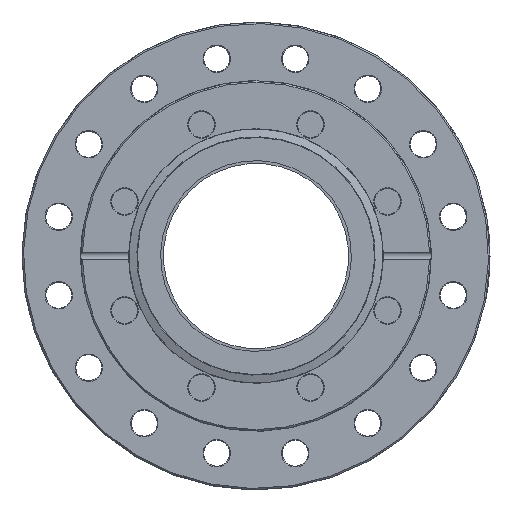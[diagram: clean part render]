
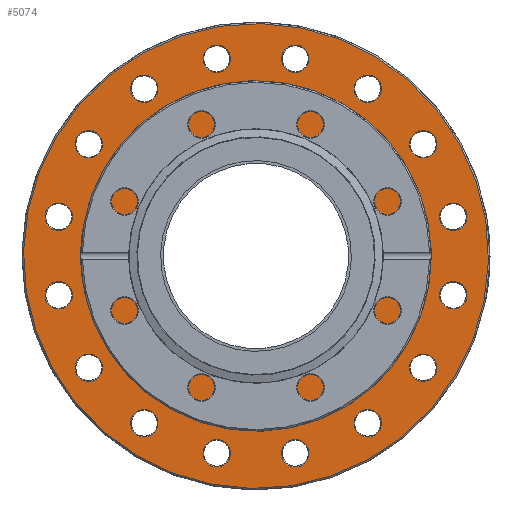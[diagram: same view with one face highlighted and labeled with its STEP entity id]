
A CAD part, front view. The second image highlights one B-rep face of the part: STEP entity #5074.
In plain terms, the highlighted planar face has unit normal (0, -1, 0).
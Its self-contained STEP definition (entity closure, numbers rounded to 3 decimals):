
#441=FACE_BOUND('',#948,.T.);
#442=FACE_BOUND('',#949,.T.);
#443=FACE_BOUND('',#950,.T.);
#444=FACE_BOUND('',#951,.T.);
#445=FACE_BOUND('',#952,.T.);
#446=FACE_BOUND('',#953,.T.);
#447=FACE_BOUND('',#954,.T.);
#448=FACE_BOUND('',#955,.T.);
#449=FACE_BOUND('',#956,.T.);
#450=FACE_BOUND('',#957,.T.);
#451=FACE_BOUND('',#958,.T.);
#452=FACE_BOUND('',#959,.T.);
#453=FACE_BOUND('',#960,.T.);
#454=FACE_BOUND('',#961,.T.);
#455=FACE_BOUND('',#962,.T.);
#456=FACE_BOUND('',#963,.T.);
#457=FACE_BOUND('',#964,.T.);
#514=PLANE('',#5482);
#649=FACE_OUTER_BOUND('',#947,.T.);
#947=EDGE_LOOP('',(#3438));
#948=EDGE_LOOP('',(#3439));
#949=EDGE_LOOP('',(#3440));
#950=EDGE_LOOP('',(#3441));
#951=EDGE_LOOP('',(#3442));
#952=EDGE_LOOP('',(#3443));
#953=EDGE_LOOP('',(#3444));
#954=EDGE_LOOP('',(#3445));
#955=EDGE_LOOP('',(#3446));
#956=EDGE_LOOP('',(#3447));
#957=EDGE_LOOP('',(#3448));
#958=EDGE_LOOP('',(#3449));
#959=EDGE_LOOP('',(#3450));
#960=EDGE_LOOP('',(#3451));
#961=EDGE_LOOP('',(#3452));
#962=EDGE_LOOP('',(#3453));
#963=EDGE_LOOP('',(#3454));
#964=EDGE_LOOP('',(#3455));
#1902=CIRCLE('',#5476,31.75);
#1906=CIRCLE('',#5481,75.3);
#1907=CIRCLE('',#5483,4.45);
#1908=CIRCLE('',#5484,4.45);
#1909=CIRCLE('',#5485,4.45);
#1910=CIRCLE('',#5486,4.45);
#1911=CIRCLE('',#5487,4.45);
#1912=CIRCLE('',#5488,4.45);
#1913=CIRCLE('',#5489,4.45);
#1914=CIRCLE('',#5490,4.45);
#1915=CIRCLE('',#5491,4.45);
#1916=CIRCLE('',#5492,4.45);
#1917=CIRCLE('',#5493,4.45);
#1918=CIRCLE('',#5494,4.45);
#1919=CIRCLE('',#5495,4.45);
#1920=CIRCLE('',#5496,4.45);
#1921=CIRCLE('',#5497,4.45);
#1922=CIRCLE('',#5498,4.45);
#2116=VERTEX_POINT('',#7020);
#2120=VERTEX_POINT('',#7030);
#2121=VERTEX_POINT('',#7034);
#2122=VERTEX_POINT('',#7036);
#2123=VERTEX_POINT('',#7038);
#2124=VERTEX_POINT('',#7040);
#2125=VERTEX_POINT('',#7042);
#2126=VERTEX_POINT('',#7044);
#2127=VERTEX_POINT('',#7046);
#2128=VERTEX_POINT('',#7048);
#2129=VERTEX_POINT('',#7050);
#2130=VERTEX_POINT('',#7052);
#2131=VERTEX_POINT('',#7054);
#2132=VERTEX_POINT('',#7056);
#2133=VERTEX_POINT('',#7058);
#2134=VERTEX_POINT('',#7060);
#2135=VERTEX_POINT('',#7062);
#2136=VERTEX_POINT('',#7064);
#2636=EDGE_CURVE('',#2116,#2116,#1902,.T.);
#2642=EDGE_CURVE('',#2120,#2120,#1906,.T.);
#2643=EDGE_CURVE('',#2121,#2121,#1907,.T.);
#2644=EDGE_CURVE('',#2122,#2122,#1908,.T.);
#2645=EDGE_CURVE('',#2123,#2123,#1909,.T.);
#2646=EDGE_CURVE('',#2124,#2124,#1910,.T.);
#2647=EDGE_CURVE('',#2125,#2125,#1911,.T.);
#2648=EDGE_CURVE('',#2126,#2126,#1912,.T.);
#2649=EDGE_CURVE('',#2127,#2127,#1913,.T.);
#2650=EDGE_CURVE('',#2128,#2128,#1914,.T.);
#2651=EDGE_CURVE('',#2129,#2129,#1915,.T.);
#2652=EDGE_CURVE('',#2130,#2130,#1916,.T.);
#2653=EDGE_CURVE('',#2131,#2131,#1917,.T.);
#2654=EDGE_CURVE('',#2132,#2132,#1918,.T.);
#2655=EDGE_CURVE('',#2133,#2133,#1919,.T.);
#2656=EDGE_CURVE('',#2134,#2134,#1920,.T.);
#2657=EDGE_CURVE('',#2135,#2135,#1921,.T.);
#2658=EDGE_CURVE('',#2136,#2136,#1922,.T.);
#3438=ORIENTED_EDGE('',*,*,#2642,.F.);
#3439=ORIENTED_EDGE('',*,*,#2636,.T.);
#3440=ORIENTED_EDGE('',*,*,#2643,.F.);
#3441=ORIENTED_EDGE('',*,*,#2644,.F.);
#3442=ORIENTED_EDGE('',*,*,#2645,.F.);
#3443=ORIENTED_EDGE('',*,*,#2646,.F.);
#3444=ORIENTED_EDGE('',*,*,#2647,.F.);
#3445=ORIENTED_EDGE('',*,*,#2648,.F.);
#3446=ORIENTED_EDGE('',*,*,#2649,.F.);
#3447=ORIENTED_EDGE('',*,*,#2650,.F.);
#3448=ORIENTED_EDGE('',*,*,#2651,.F.);
#3449=ORIENTED_EDGE('',*,*,#2652,.F.);
#3450=ORIENTED_EDGE('',*,*,#2653,.F.);
#3451=ORIENTED_EDGE('',*,*,#2654,.F.);
#3452=ORIENTED_EDGE('',*,*,#2655,.F.);
#3453=ORIENTED_EDGE('',*,*,#2656,.F.);
#3454=ORIENTED_EDGE('',*,*,#2657,.F.);
#3455=ORIENTED_EDGE('',*,*,#2658,.F.);
#5074=ADVANCED_FACE('',(#649,#441,#442,#443,#444,#445,#446,#447,#448,#449,
#450,#451,#452,#453,#454,#455,#456,#457),#514,.T.);
#5476=AXIS2_PLACEMENT_3D('',#7021,#5896,#5897);
#5481=AXIS2_PLACEMENT_3D('',#7032,#5908,#5909);
#5482=AXIS2_PLACEMENT_3D('',#7033,#5910,#5911);
#5483=AXIS2_PLACEMENT_3D('',#7035,#5912,#5913);
#5484=AXIS2_PLACEMENT_3D('',#7037,#5914,#5915);
#5485=AXIS2_PLACEMENT_3D('',#7039,#5916,#5917);
#5486=AXIS2_PLACEMENT_3D('',#7041,#5918,#5919);
#5487=AXIS2_PLACEMENT_3D('',#7043,#5920,#5921);
#5488=AXIS2_PLACEMENT_3D('',#7045,#5922,#5923);
#5489=AXIS2_PLACEMENT_3D('',#7047,#5924,#5925);
#5490=AXIS2_PLACEMENT_3D('',#7049,#5926,#5927);
#5491=AXIS2_PLACEMENT_3D('',#7051,#5928,#5929);
#5492=AXIS2_PLACEMENT_3D('',#7053,#5930,#5931);
#5493=AXIS2_PLACEMENT_3D('',#7055,#5932,#5933);
#5494=AXIS2_PLACEMENT_3D('',#7057,#5934,#5935);
#5495=AXIS2_PLACEMENT_3D('',#7059,#5936,#5937);
#5496=AXIS2_PLACEMENT_3D('',#7061,#5938,#5939);
#5497=AXIS2_PLACEMENT_3D('',#7063,#5940,#5941);
#5498=AXIS2_PLACEMENT_3D('',#7065,#5942,#5943);
#5896=DIRECTION('center_axis',(0.,1.,0.));
#5897=DIRECTION('ref_axis',(-0.981,0.,-0.195));
#5908=DIRECTION('center_axis',(0.,1.,0.));
#5909=DIRECTION('ref_axis',(1.,0.,0.));
#5910=DIRECTION('center_axis',(0.,-1.,0.));
#5911=DIRECTION('ref_axis',(0.,0.,-1.));
#5912=DIRECTION('center_axis',(0.,-1.,0.));
#5913=DIRECTION('ref_axis',(0.924,0.,0.383));
#5914=DIRECTION('center_axis',(0.,-1.,0.));
#5915=DIRECTION('ref_axis',(0.383,0.,0.924));
#5916=DIRECTION('center_axis',(0.,-1.,0.));
#5917=DIRECTION('ref_axis',(-0.383,0.,0.924));
#5918=DIRECTION('center_axis',(0.,-1.,0.));
#5919=DIRECTION('ref_axis',(-0.924,0.,0.383));
#5920=DIRECTION('center_axis',(0.,-1.,0.));
#5921=DIRECTION('ref_axis',(-0.924,0.,-0.383));
#5922=DIRECTION('center_axis',(0.,-1.,0.));
#5923=DIRECTION('ref_axis',(-0.383,0.,-0.924));
#5924=DIRECTION('center_axis',(0.,-1.,0.));
#5925=DIRECTION('ref_axis',(0.383,0.,-0.924));
#5926=DIRECTION('center_axis',(0.,-1.,0.));
#5927=DIRECTION('ref_axis',(0.924,0.,-0.383));
#5928=DIRECTION('center_axis',(0.,-1.,0.));
#5929=DIRECTION('ref_axis',(1.,0.,0.));
#5930=DIRECTION('center_axis',(0.,-1.,0.));
#5931=DIRECTION('ref_axis',(0.707,0.,-0.707));
#5932=DIRECTION('center_axis',(0.,-1.,0.));
#5933=DIRECTION('ref_axis',(0.,0.,-1.));
#5934=DIRECTION('center_axis',(0.,-1.,0.));
#5935=DIRECTION('ref_axis',(-0.707,0.,-0.707));
#5936=DIRECTION('center_axis',(0.,-1.,0.));
#5937=DIRECTION('ref_axis',(-1.,0.,0.));
#5938=DIRECTION('center_axis',(0.,-1.,0.));
#5939=DIRECTION('ref_axis',(-0.707,0.,0.707));
#5940=DIRECTION('center_axis',(0.,-1.,0.));
#5941=DIRECTION('ref_axis',(0.,0.,1.));
#5942=DIRECTION('center_axis',(0.,-1.,0.));
#5943=DIRECTION('ref_axis',(0.707,0.,0.707));
#7020=CARTESIAN_POINT('',(31.14,0.,6.194));
#7021=CARTESIAN_POINT('Origin',(0.,0.,
0.));
#7030=CARTESIAN_POINT('',(-75.3,0.,0.));
#7032=CARTESIAN_POINT('Origin',(0.,0.,
0.));
#7033=CARTESIAN_POINT('Origin',(-75.8,0.,0.));
#7034=CARTESIAN_POINT('',(20.821,0.,-61.894));
#7035=CARTESIAN_POINT('Origin',(24.932,0.,
-60.191));
#7036=CARTESIAN_POINT('',(58.488,0.,-29.043));
#7037=CARTESIAN_POINT('Origin',(60.191,0.,
-24.932));
#7038=CARTESIAN_POINT('',(61.894,0.,20.821));
#7039=CARTESIAN_POINT('Origin',(60.191,0.,
24.932));
#7040=CARTESIAN_POINT('',(29.043,0.,58.488));
#7041=CARTESIAN_POINT('Origin',(24.932,0.,
60.191));
#7042=CARTESIAN_POINT('',(-20.821,0.,61.894));
#7043=CARTESIAN_POINT('Origin',(-24.932,0.,
60.191));
#7044=CARTESIAN_POINT('',(-58.488,0.,29.043));
#7045=CARTESIAN_POINT('Origin',(-60.191,0.,
24.932));
#7046=CARTESIAN_POINT('',(-61.894,0.,-20.821));
#7047=CARTESIAN_POINT('Origin',(-60.191,0.,
-24.932));
#7048=CARTESIAN_POINT('',(-29.043,0.,-58.488));
#7049=CARTESIAN_POINT('Origin',(-24.932,0.,
-60.191));
#7050=CARTESIAN_POINT('',(-4.45,0.,-65.15));
#7051=CARTESIAN_POINT('Origin',(0.,0.,
-65.15));
#7052=CARTESIAN_POINT('',(-49.215,0.,-42.921));
#7053=CARTESIAN_POINT('Origin',(-46.068,0.,
-46.068));
#7054=CARTESIAN_POINT('',(-65.15,0.,4.45));
#7055=CARTESIAN_POINT('Origin',(-65.15,0.,0.));
#7056=CARTESIAN_POINT('',(-42.921,0.,49.215));
#7057=CARTESIAN_POINT('Origin',(-46.068,0.,
46.068));
#7058=CARTESIAN_POINT('',(4.45,0.,65.15));
#7059=CARTESIAN_POINT('Origin',(0.,0.,
65.15));
#7060=CARTESIAN_POINT('',(49.215,0.,42.921));
#7061=CARTESIAN_POINT('Origin',(46.068,0.,
46.068));
#7062=CARTESIAN_POINT('',(65.15,0.,-4.45));
#7063=CARTESIAN_POINT('Origin',(65.15,0.,0.));
#7064=CARTESIAN_POINT('',(42.921,0.,-49.215));
#7065=CARTESIAN_POINT('Origin',(46.068,0.,
-46.068));
